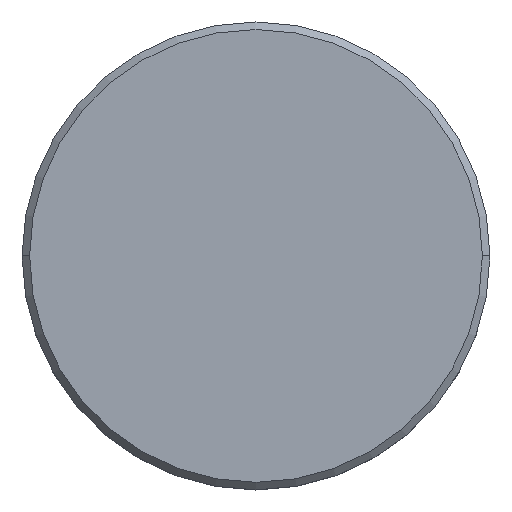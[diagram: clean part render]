
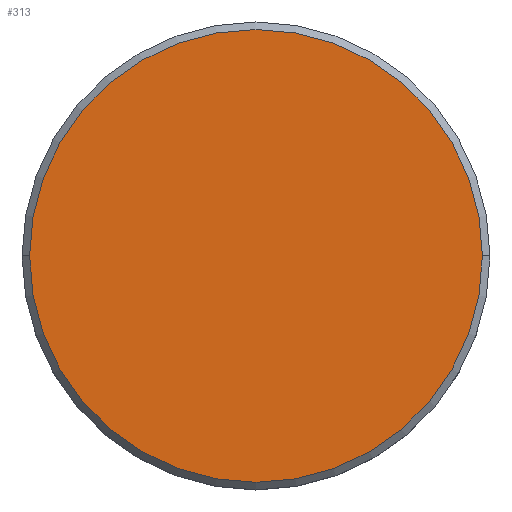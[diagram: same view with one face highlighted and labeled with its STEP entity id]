
A CAD part, top view. The second image highlights one B-rep face of the part: STEP entity #313.
In plain terms, the highlighted planar face has unit normal (0, 0, 1).
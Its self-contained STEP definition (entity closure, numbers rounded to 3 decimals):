
#133 = DIRECTION ( 'NONE',  ( 0., 0., 1. ) ) ;
#207 = CIRCLE ( 'NONE', #410, 15. ) ;
#222 = FACE_OUTER_BOUND ( 'NONE', #767, .T. ) ;
#250 = EDGE_CURVE ( 'NONE', #688, #634, #207, .T. ) ;
#313 = ADVANCED_FACE ( 'NONE', ( #222 ), #947, .T. ) ;
#349 = EDGE_CURVE ( 'NONE', #634, #688, #1125, .T. ) ;
#410 = AXIS2_PLACEMENT_3D ( 'NONE', #1010, #929, #474 ) ;
#417 = DIRECTION ( 'NONE',  ( 0., 0., 1. ) ) ;
#466 = AXIS2_PLACEMENT_3D ( 'NONE', #851, #133, #1149 ) ;
#474 = DIRECTION ( 'NONE',  ( 1., 0., 0. ) ) ;
#539 = AXIS2_PLACEMENT_3D ( 'NONE', #1142, #417, #858 ) ;
#633 = ORIENTED_EDGE ( 'NONE', *, *, #349, .T. ) ;
#634 = VERTEX_POINT ( 'NONE', #910 ) ;
#683 = ORIENTED_EDGE ( 'NONE', *, *, #250, .T. ) ;
#688 = VERTEX_POINT ( 'NONE', #946 ) ;
#767 = EDGE_LOOP ( 'NONE', ( #683, #633 ) ) ;
#851 = CARTESIAN_POINT ( 'NONE',  ( 0., 0., 0. ) ) ;
#858 = DIRECTION ( 'NONE',  ( 1., 0., 0. ) ) ;
#910 = CARTESIAN_POINT ( 'NONE',  ( 15., 0., 0. ) ) ;
#929 = DIRECTION ( 'NONE',  ( 0., 0., 1. ) ) ;
#946 = CARTESIAN_POINT ( 'NONE',  ( -15., 0., 0. ) ) ;
#947 = PLANE ( 'NONE',  #539 ) ;
#1010 = CARTESIAN_POINT ( 'NONE',  ( 0., 0., 0. ) ) ;
#1125 = CIRCLE ( 'NONE', #466, 15. ) ;
#1142 = CARTESIAN_POINT ( 'NONE',  ( 0., 0., 0. ) ) ;
#1149 = DIRECTION ( 'NONE',  ( 1., 0., 0. ) ) ;
